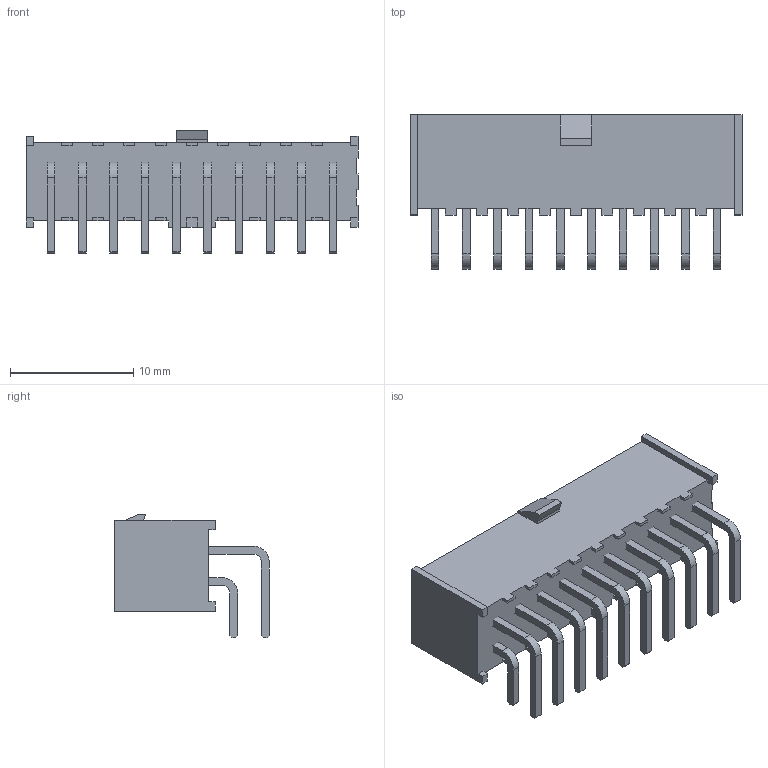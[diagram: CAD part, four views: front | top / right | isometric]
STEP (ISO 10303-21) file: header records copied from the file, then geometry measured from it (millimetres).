
FILE_DESCRIPTION( ( 'STEP AP214' ), '1' );
FILE_NAME( 'IPL1-110-01-L-D-RA-K.stp', '2022-03-08T04:01:44', ( 'License CC BY-ND 4.0' ), ( 'CADENAS' ), ' ', 'PARTsolutions', ' ' );
FILE_SCHEMA( ( 'AUTOMOTIVE_DESIGN { 1 0 10303 214 1 1 1 1 }' ) );
Length unit declared in the file: inch
Products named in the file (3): IPL1-110-01-L-D-RA-K; _IPL1-110-01-D-RA-K_HDR; _T-1S64-01-10-D-RA
Assembly tree (2 placements, depth 2):
  IPL1-110-01-L-D-RA-K
    _IPL1-110-01-D-RA-K_HDR
    _T-1S64-01-10-D-RA
Bounding box: 26.92 x 12.51 x 10.03 mm (x, y, z)
Volume: 736.3 mm3; surface area: 2991.7 mm2
Topology: 2 solids, 2 shells, 586 faces, 1722 edges, 1148 vertices
Faces by surface type: plane 546, cylinder 40
Entity records: 23888 total; most frequent: CARTESIAN_POINT 3459, ORIENTED_EDGE 3444, DIRECTION 2980, EDGE_CURVE 1722, LINE 1642, VECTOR 1642, VERTEX_POINT 1148, AXIS2_PLACEMENT_3D 669
